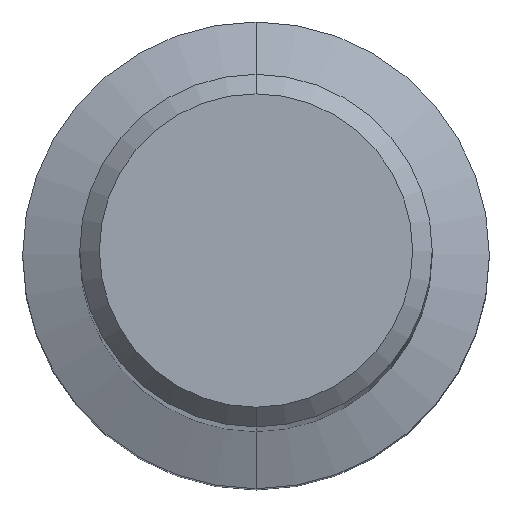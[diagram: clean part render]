
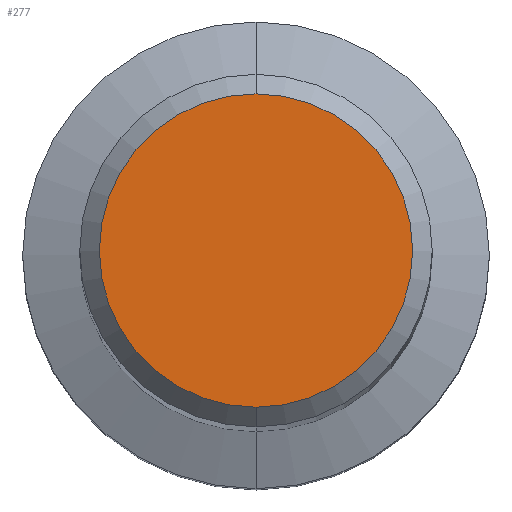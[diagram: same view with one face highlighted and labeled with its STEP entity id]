
A CAD part, top view. The second image highlights one B-rep face of the part: STEP entity #277.
In plain terms, the highlighted planar face has unit normal (0, 0, 1).
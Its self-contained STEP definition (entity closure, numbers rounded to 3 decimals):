
#165=EDGE_CURVE('',#225,#267,#372,.T.);
#225=VERTEX_POINT('',#440);
#251=EDGE_CURVE('',#267,#225,#467,.T.);
#267=VERTEX_POINT('',#484);
#277=ADVANCED_FACE('',(#497),#498,.T.);
#372=CIRCLE('',#598,4.8);
#440=CARTESIAN_POINT('',(0.,-4.8,0.0));
#467=CIRCLE('',#722,4.8);
#484=CARTESIAN_POINT('',(0.0,4.8,0.0));
#497=FACE_OUTER_BOUND('',#759,.T.);
#498=PLANE('',#760);
#598=AXIS2_PLACEMENT_3D('',#883,#884,#885);
#722=AXIS2_PLACEMENT_3D('',#991,#992,#993);
#759=EDGE_LOOP('',(#1030,#1031));
#760=AXIS2_PLACEMENT_3D('',#1032,#1033,#1034);
#883=CARTESIAN_POINT('',(0.0,0.0,0.0));
#884=DIRECTION('',(0.0,0.0,-1.0));
#885=DIRECTION('',(0.0,1.0,0.0));
#991=CARTESIAN_POINT('',(0.0,0.0,0.0));
#992=DIRECTION('',(0.0,0.0,-1.0));
#993=DIRECTION('',(0.0,1.0,0.0));
#1030=ORIENTED_EDGE('',*,*,#251,.F.);
#1031=ORIENTED_EDGE('',*,*,#165,.F.);
#1032=CARTESIAN_POINT('',(0.0,2.4,0.0));
#1033=DIRECTION('',(-0.0,0.0,1.0));
#1034=DIRECTION('',(0.0,-1.0,0.0));
